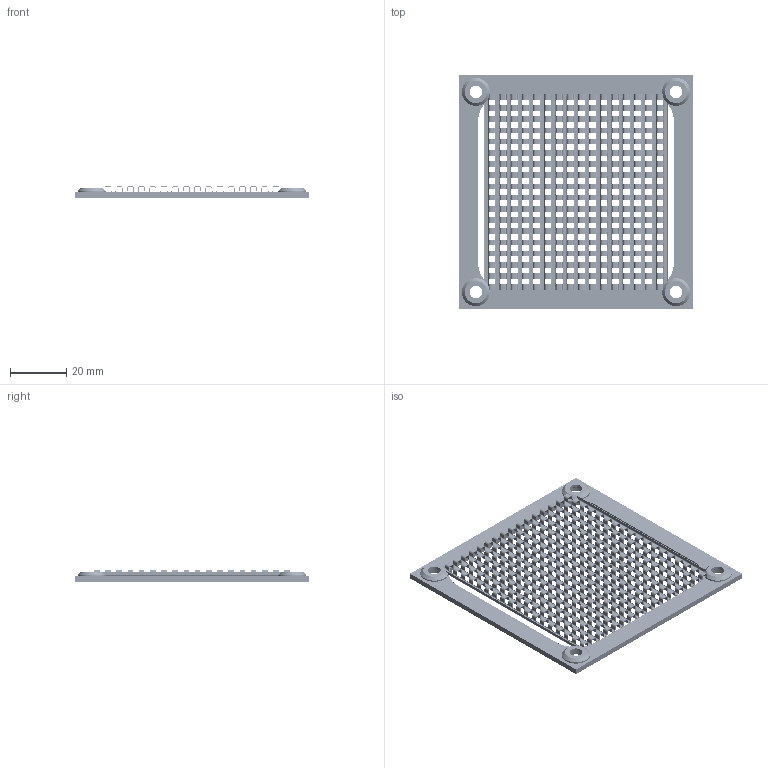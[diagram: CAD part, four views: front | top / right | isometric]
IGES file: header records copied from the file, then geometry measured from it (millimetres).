
Start section: SolidWorks IGES file using analytic representation for surfaces
Global section: file name: 80MM.IGS,1; native system: 5HSolidWorks 2012; preprocessor: SolidWorks 2012; author: Administrator; date: 180829.171228; units: millimetre
Bounding box: 83.8 x 83.8 x 4.2 mm (x, y, z)
Surface area: 17709.5 mm2 (no closed solid volume)
Topology: 0 solids, 0 shells, 4416 faces, 37808 edges, 37808 vertices
Faces by surface type: bspline 3156, revolution 1260
